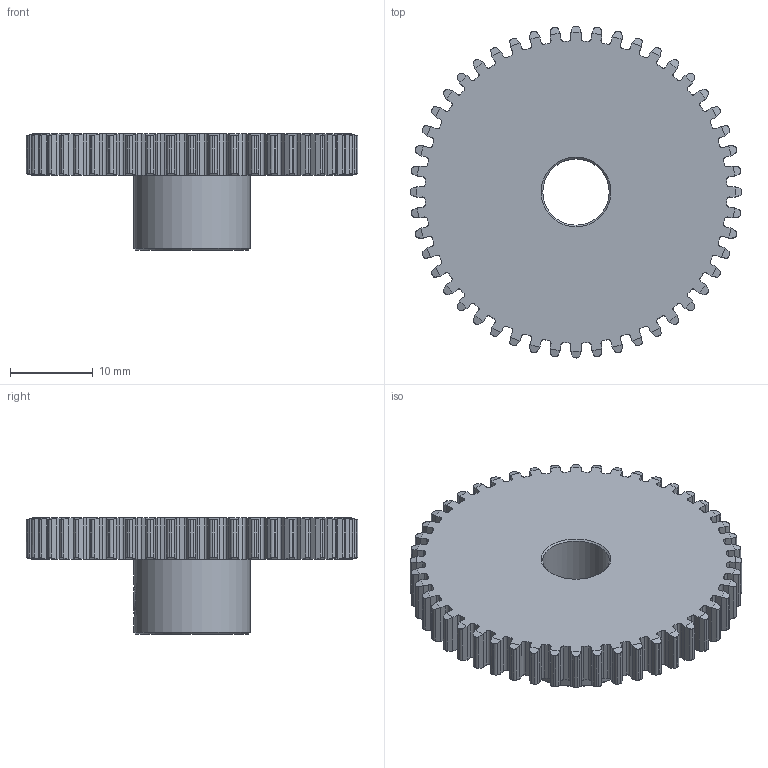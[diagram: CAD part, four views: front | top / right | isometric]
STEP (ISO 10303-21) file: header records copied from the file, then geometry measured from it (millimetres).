
FILE_DESCRIPTION( ( 'STEP AP203' ), '1' );
FILE_NAME( 'GEABP0_8-48-5-B-8_2_03.stp', ' ', ( ' ' ), ( ' ' ), 'PSStep 15.0.47', 'PARTsolutions', ' ' );
FILE_SCHEMA( ( 'CONFIG_CONTROL_DESIGN' ) );
Length unit declared in the file: millimetre
Products named in the file (3): GEABP0.8-48-5-B-8; _GEABP0.8-48-5-B-8_b; _SET-SCREW4-3
Assembly tree (2 placements, depth 2):
  GEABP0.8-48-5-B-8
    _GEABP0.8-48-5-B-8_b
    _SET-SCREW4-3
Bounding box: 40 x 40 x 14 mm (x, y, z)
Volume: 6367.9 mm3; surface area: 4217.8 mm2
Topology: 2 solids, 2 shells, 604 faces, 1595 edges, 996 vertices
Faces by surface type: cylinder 292, plane 209, cone 103
Full cylindrical faces by diameter (mm): 3.242 x1, 4 x1, 8 x1, 14 x1
Entity records: 19394 total; most frequent: CARTESIAN_POINT 4816, ORIENTED_EDGE 3160, DIRECTION 2906, EDGE_CURVE 1580, AXIS2_PLACEMENT_3D 1105, VERTEX_POINT 993, LINE 696, VECTOR 696
